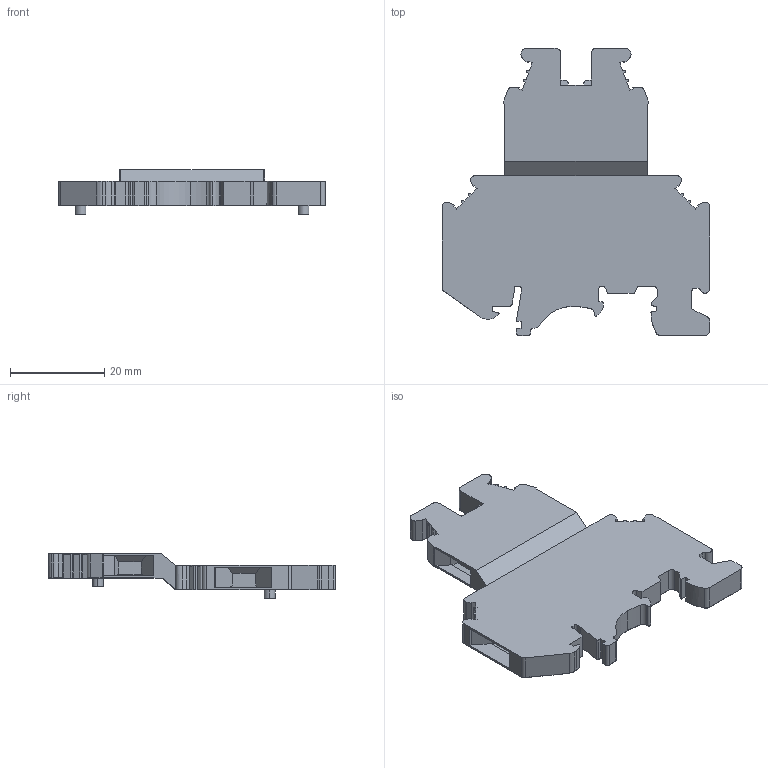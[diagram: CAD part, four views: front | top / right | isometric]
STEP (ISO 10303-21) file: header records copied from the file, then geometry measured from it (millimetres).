
FILE_DESCRIPTION((''),'2;1');
FILE_NAME('PRT0001','2021-09-03T',('Administrator'),(''),'PRO/ENGINEER BY PARAMETRIC TECHNOLOGY CORPORATION, 2013230','PRO/ENGINEER BY PARAMETRIC TECHNOLOGY CORPORATION, 2013230','');
FILE_SCHEMA(('AUTOMOTIVE_DESIGN { 1 0 10303 214 1 1 1 1 }'));
Length unit declared in the file: millimetre
Products named in the file (1): PRT0001
Bounding box: 56.8 x 61 x 9.5 mm (x, y, z)
Volume: 10741.7 mm3; surface area: 6945.9 mm2
Topology: 1 solids, 4 shells, 384 faces, 1004 edges, 641 vertices
Faces by surface type: plane 200, cylinder 137, torus 32, cone 12, bspline 3
Entity records: 11960 total; most frequent: CARTESIAN_POINT 2334, ORIENTED_EDGE 2008, DIRECTION 2001, EDGE_CURVE 1004, VECTOR 673, LINE 673, AXIS2_PLACEMENT_3D 664, VERTEX_POINT 641
